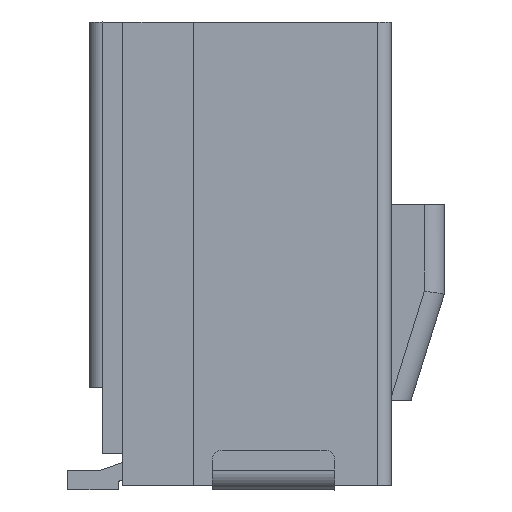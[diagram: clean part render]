
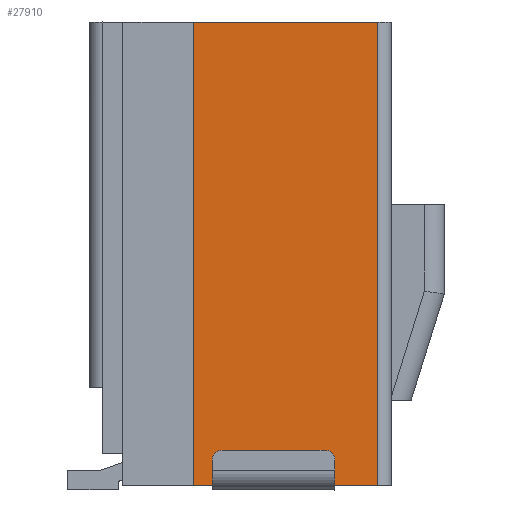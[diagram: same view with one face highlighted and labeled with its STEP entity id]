
A CAD part, front view. The second image highlights one B-rep face of the part: STEP entity #27910.
In plain terms, the highlighted planar face has unit normal (0, -1, 0).
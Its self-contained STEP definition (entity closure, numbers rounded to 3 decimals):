
#8610=CARTESIAN_POINT('',(-32.253,-0.415,
130.765));
#8620=VERTEX_POINT('',#8610);
#8650=CARTESIAN_POINT('',(-34.264,-0.415,
130.765));
#8660=DIRECTION('',(1.,0.,0.));
#8670=VECTOR('',#8660,1.);
#8680=LINE('',#8650,#8670);
#8690=CARTESIAN_POINT('',(-35.033,-0.415,
130.765));
#8700=VERTEX_POINT('',#8690);
#8710=EDGE_CURVE('',#8700,#8620,#8680,.T.);
#26900=CARTESIAN_POINT('',(-32.253,-0.415,
123.785));
#26910=VERTEX_POINT('',#26900);
#26940=CARTESIAN_POINT('',(-32.253,-0.415,
127.215));
#26950=DIRECTION('',(0.,0.,1.));
#26960=VECTOR('',#26950,1.);
#26970=LINE('',#26940,#26960);
#26980=EDGE_CURVE('',#26910,#8620,#26970,.T.);
#27140=CARTESIAN_POINT('',(-35.033,-0.415,
123.785));
#27150=VERTEX_POINT('',#27140);
#27200=CARTESIAN_POINT('',(-35.033,-0.415,
127.215));
#27210=DIRECTION('',(0.,0.,1.));
#27220=VECTOR('',#27210,1.);
#27230=LINE('',#27200,#27220);
#27240=EDGE_CURVE('',#27150,#8700,#27230,.T.);
#27290=CARTESIAN_POINT('',(-32.053,-0.415,
123.785));
#27300=DIRECTION('',(0.,1.,0.));
#27310=DIRECTION('',(-1.,0.,0.));
#27320=AXIS2_PLACEMENT_3D('',#27290,#27300,#27310);
#27330=PLANE('',#27320);
#27340=ORIENTED_EDGE('',*,*,#8710,.F.);
#27350=ORIENTED_EDGE('',*,*,#26980,.T.);
#27360=CARTESIAN_POINT('',(-32.053,-0.415,
123.785));
#27370=DIRECTION('',(-1.,0.,0.));
#27380=VECTOR('',#27370,1.);
#27390=LINE('',#27360,#27380);
#27400=CARTESIAN_POINT('',(-32.898,-0.415,
123.785));
#27410=VERTEX_POINT('',#27400);
#27420=EDGE_CURVE('',#26910,#27410,#27390,.T.);
#27430=ORIENTED_EDGE('',*,*,#27420,.F.);
#27440=CARTESIAN_POINT('',(-32.898,-0.415,
127.215));
#27450=DIRECTION('',(0.,0.,-1.));
#27460=VECTOR('',#27450,1.);
#27470=LINE('',#27440,#27460);
#27480=CARTESIAN_POINT('',(-32.898,-0.415,
124.165));
#27490=VERTEX_POINT('',#27480);
#27500=EDGE_CURVE('',#27490,#27410,#27470,.T.);
#27510=ORIENTED_EDGE('',*,*,#27500,.T.);
#27520=CARTESIAN_POINT('',(-33.048,-0.415,
124.165));
#27530=DIRECTION('',(0.,1.,0.));
#27540=DIRECTION('',(1.,0.,0.));
#27550=AXIS2_PLACEMENT_3D('',#27520,#27530,#27540);
#27560=CIRCLE('',#27550,0.15);
#27570=CARTESIAN_POINT('',(-33.048,-0.415,
124.315));
#27580=VERTEX_POINT('',#27570);
#27590=EDGE_CURVE('',#27580,#27490,#27560,.T.);
#27600=ORIENTED_EDGE('',*,*,#27590,.T.);
#27610=CARTESIAN_POINT('',(-34.264,-0.415,
124.315));
#27620=DIRECTION('',(-1.,0.,0.));
#27630=VECTOR('',#27620,1.);
#27640=LINE('',#27610,#27630);
#27650=CARTESIAN_POINT('',(-34.598,-0.415,
124.315));
#27660=VERTEX_POINT('',#27650);
#27670=EDGE_CURVE('',#27580,#27660,#27640,.T.);
#27680=ORIENTED_EDGE('',*,*,#27670,.F.);
#27690=CARTESIAN_POINT('',(-34.598,-0.415,
124.165));
#27700=DIRECTION('',(0.,1.,0.));
#27710=DIRECTION('',(1.,0.,0.));
#27720=AXIS2_PLACEMENT_3D('',#27690,#27700,#27710);
#27730=CIRCLE('',#27720,0.15);
#27740=CARTESIAN_POINT('',(-34.748,-0.415,
124.165));
#27750=VERTEX_POINT('',#27740);
#27760=EDGE_CURVE('',#27750,#27660,#27730,.T.);
#27770=ORIENTED_EDGE('',*,*,#27760,.T.);
#27780=CARTESIAN_POINT('',(-34.748,-0.415,
127.215));
#27790=DIRECTION('',(0.,0.,1.));
#27800=VECTOR('',#27790,1.);
#27810=LINE('',#27780,#27800);
#27820=CARTESIAN_POINT('',(-34.748,-0.415,
123.785));
#27830=VERTEX_POINT('',#27820);
#27840=EDGE_CURVE('',#27830,#27750,#27810,.T.);
#27850=ORIENTED_EDGE('',*,*,#27840,.T.);
#27860=EDGE_CURVE('',#27830,#27150,#27390,.T.);
#27870=ORIENTED_EDGE('',*,*,#27860,.F.);
#27880=ORIENTED_EDGE('',*,*,#27240,.F.);
#27890=EDGE_LOOP('',(#27880,#27870,#27850,#27770,#27680,#27600,#27510,
#27430,#27350,#27340));
#27900=FACE_OUTER_BOUND('',#27890,.T.);
#27910=ADVANCED_FACE('',(#27900),#27330,.F.);
